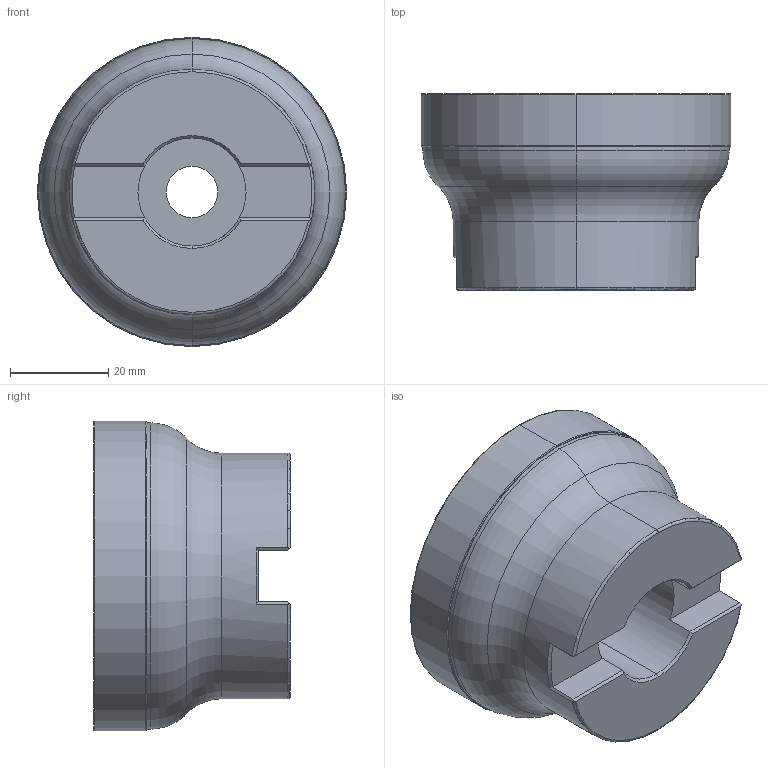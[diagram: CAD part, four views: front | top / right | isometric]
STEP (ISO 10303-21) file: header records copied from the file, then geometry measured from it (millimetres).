
FILE_DESCRIPTION (( 'STEP AP214' ), '1' );
FILE_NAME ('740M W D63-8.step', '2018-10-09T12:30:24', ( '' ), ( '' ), 'SwSTEP 2.0', 'SolidWorks 2016', '' );
FILE_SCHEMA (( 'AUTOMOTIVE_DESIGN' ));
Length unit declared in the file: millimetre
Products named in the file (1): 740M W D63-8
Bounding box: 63 x 40 x 63 mm (x, y, z)
Volume: 84063.4 mm3; surface area: 14515.5 mm2
Topology: 1 solids, 1 shells, 58 faces, 136 edges, 80 vertices
Faces by surface type: plane 18, torus 15, cylinder 14, cone 11
Entity records: 1725 total; most frequent: CARTESIAN_POINT 351, DIRECTION 301, ORIENTED_EDGE 272, EDGE_CURVE 136, AXIS2_PLACEMENT_3D 126, VERTEX_POINT 80, CIRCLE 67, EDGE_LOOP 60
